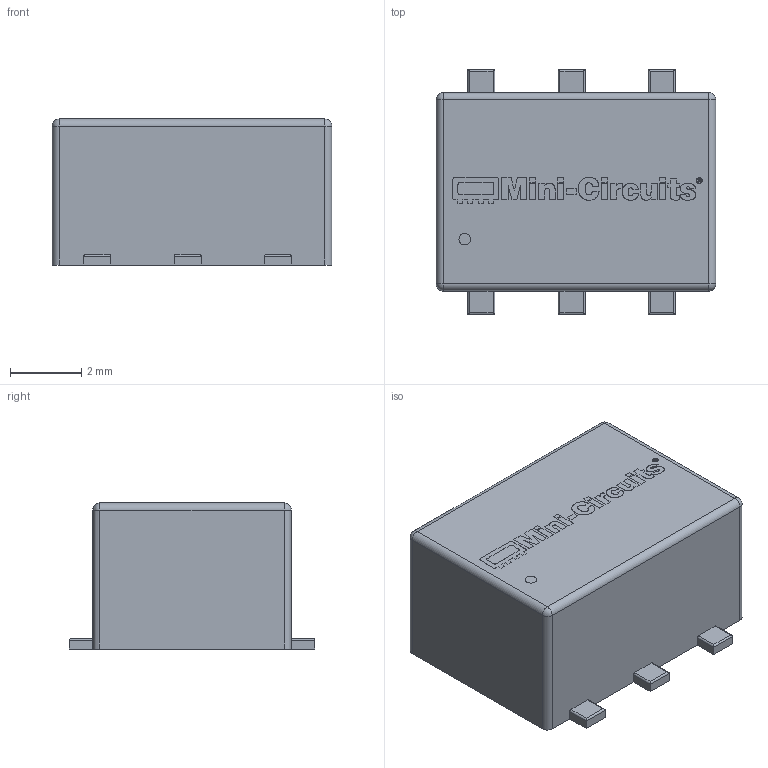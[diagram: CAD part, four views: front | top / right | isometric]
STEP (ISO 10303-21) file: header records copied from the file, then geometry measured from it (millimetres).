
FILE_DESCRIPTION (( 'STEP AP214' ), '1' );
FILE_NAME ('User Library-CD636-1.STEP', '2020-06-11T00:47:56', ( '' ), ( '' ), 'SwSTEP 2.0', 'SolidWorks 2019', '' );
FILE_SCHEMA (( 'AUTOMOTIVE_DESIGN' ));
Length unit declared in the file: millimetre
Products named in the file (1): User Library-CD636-1
Bounding box: 7.87 x 6.9 x 4.11 mm (x, y, z)
Volume: 181 mm3; surface area: 208.9 mm2
Topology: 24 solids, 24 shells, 633 faces, 1731 edges, 1143 vertices
Faces by surface type: cylinder 402, plane 227, sphere 4
Entity records: 27539 total; most frequent: DIRECTION 3765, CARTESIAN_POINT 3540, ORIENTED_EDGE 3454, EDGE_CURVE 1727, AXIS2_PLACEMENT_3D 1416, VERTEX_POINT 1143, LINE 933, VECTOR 933
